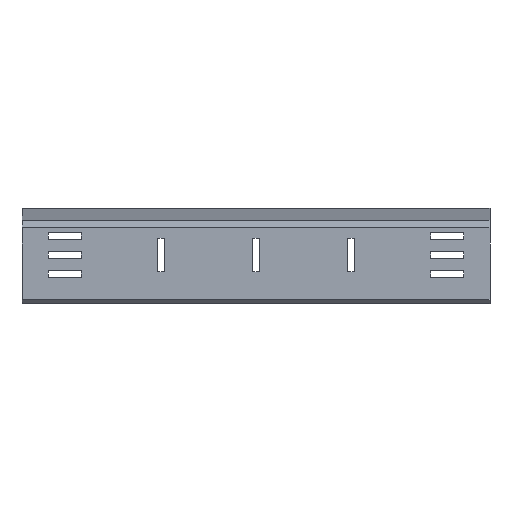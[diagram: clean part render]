
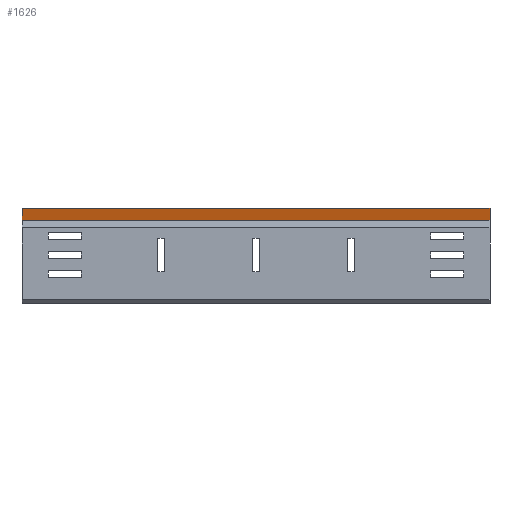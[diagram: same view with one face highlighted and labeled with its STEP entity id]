
A CAD part, front view. The second image highlights one B-rep face of the part: STEP entity #1626.
In plain terms, the highlighted planar face has unit normal (0, -0.966, -0.259).
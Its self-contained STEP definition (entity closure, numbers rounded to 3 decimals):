
#105 = CARTESIAN_POINT ( 'NONE',  ( 246.5, 1.167, 8.116 ) ) ;
#209 = CARTESIAN_POINT ( 'NONE',  ( 246.5, 1.271, 7.727 ) ) ;
#331 = VECTOR ( 'NONE', #3240, 1000. ) ;
#386 = EDGE_CURVE ( 'NONE', #1952, #392, #468, .T. ) ;
#392 = VERTEX_POINT ( 'NONE', #2275 ) ;
#468 = LINE ( 'NONE', #488, #2074 ) ;
#488 = CARTESIAN_POINT ( 'NONE',  ( 246.5, 1.271, 7.727 ) ) ;
#703 = EDGE_LOOP ( 'NONE', ( #3198, #1855, #2921, #3118 ) ) ;
#812 = EDGE_CURVE ( 'NONE', #2373, #1721, #2739, .T. ) ;
#853 = VECTOR ( 'NONE', #2457, 1000. ) ;
#879 = LINE ( 'NONE', #2646, #2734 ) ;
#970 = CARTESIAN_POINT ( 'NONE',  ( -246.5, 1.167, 8.116 ) ) ;
#1344 = CARTESIAN_POINT ( 'NONE',  ( -246.5, -2.094, 20.284 ) ) ;
#1488 = DIRECTION ( 'NONE',  ( 0., -0.259, 0.966 ) ) ;
#1505 = CARTESIAN_POINT ( 'NONE',  ( -246.5, 1.271, 7.727 ) ) ;
#1612 = DIRECTION ( 'NONE',  ( -1., 0., 0. ) ) ;
#1626 = ADVANCED_FACE ( 'NONE', ( #3282 ), #2215, .T. ) ;
#1706 = CARTESIAN_POINT ( 'NONE',  ( 246.5, -2.094, 20.284 ) ) ;
#1721 = VERTEX_POINT ( 'NONE', #1344 ) ;
#1855 = ORIENTED_EDGE ( 'NONE', *, *, #812, .F. ) ;
#1952 = VERTEX_POINT ( 'NONE', #105 ) ;
#2000 = EDGE_CURVE ( 'NONE', #392, #1721, #2264, .T. ) ;
#2074 = VECTOR ( 'NONE', #1488, 1000. ) ;
#2215 = PLANE ( 'NONE',  #2832 ) ;
#2264 = LINE ( 'NONE', #1706, #331 ) ;
#2275 = CARTESIAN_POINT ( 'NONE',  ( 246.5, -2.094, 20.284 ) ) ;
#2373 = VERTEX_POINT ( 'NONE', #970 ) ;
#2457 = DIRECTION ( 'NONE',  ( 0., -0.259, 0.966 ) ) ;
#2469 = DIRECTION ( 'NONE',  ( 0., -0.966, -0.259 ) ) ;
#2646 = CARTESIAN_POINT ( 'NONE',  ( 246.5, 1.167, 8.116 ) ) ;
#2734 = VECTOR ( 'NONE', #1612, 1000. ) ;
#2739 = LINE ( 'NONE', #1505, #853 ) ;
#2832 = AXIS2_PLACEMENT_3D ( 'NONE', #209, #2469, #3014 ) ;
#2915 = EDGE_CURVE ( 'NONE', #1952, #2373, #879, .T. ) ;
#2921 = ORIENTED_EDGE ( 'NONE', *, *, #2915, .F. ) ;
#3014 = DIRECTION ( 'NONE',  ( 0., 0.259, -0.966 ) ) ;
#3118 = ORIENTED_EDGE ( 'NONE', *, *, #386, .T. ) ;
#3198 = ORIENTED_EDGE ( 'NONE', *, *, #2000, .T. ) ;
#3240 = DIRECTION ( 'NONE',  ( -1., 0., 0. ) ) ;
#3282 = FACE_OUTER_BOUND ( 'NONE', #703, .T. ) ;
